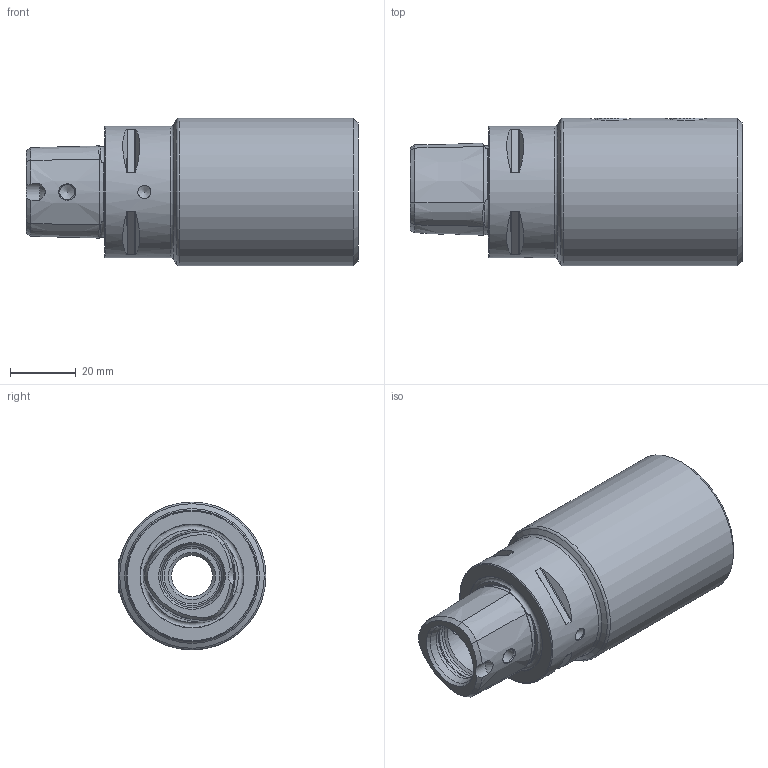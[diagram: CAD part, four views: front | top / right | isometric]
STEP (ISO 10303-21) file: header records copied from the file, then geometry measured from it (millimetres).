
FILE_DESCRIPTION (( 'STEP AP214' ), '1' );
FILE_NAME ('PS4.K25.K01.077.STEP', '2020-11-20T14:52:51', ( '' ), ( '' ), 'SwSTEP 2.0', 'SolidWorks 2017', '' );
FILE_SCHEMA (( 'AUTOMOTIVE_DESIGN' ));
Length unit declared in the file: millimetre
Products named in the file (4): K32-ER2.012.014_PreviewCfg; PS4.K25.K01.077; PS4-K25.K01.077_A; K32-ER1.012.012
Assembly tree (3 placements, depth 2):
  PS4.K25.K01.077
    PS4-K25.K01.077_A
    K32-ER1.012.012
    K32-ER2.012.014_PreviewCfg
Bounding box: 101 x 45 x 45 mm (x, y, z)
Volume: 91902.4 mm3; surface area: 23704.9 mm2
Topology: 3 solids, 3 shells, 145 faces, 341 edges, 207 vertices
Faces by surface type: cone 49, plane 48, cylinder 26, torus 22
Full cylindrical faces by diameter (mm): 4 x1, 4.6 x2, 6 x2, 11 x2, 12 x2, 12.5 x1, 18 x2, 20 x1, 25 x1, 25.6 x1, 40 x1, 45 x1
Entity records: 4974 total; most frequent: CARTESIAN_POINT 1817, DIRECTION 608, ORIENTED_EDGE 552, EDGE_CURVE 276, AXIS2_PLACEMENT_3D 265, EDGE_LOOP 208, VERTEX_POINT 192, FACE_OUTER_BOUND 172
